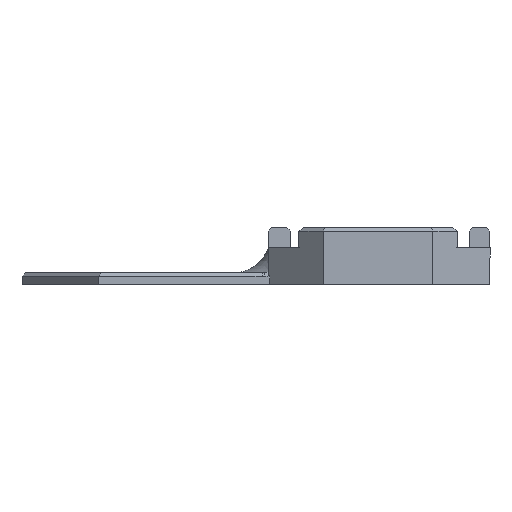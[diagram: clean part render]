
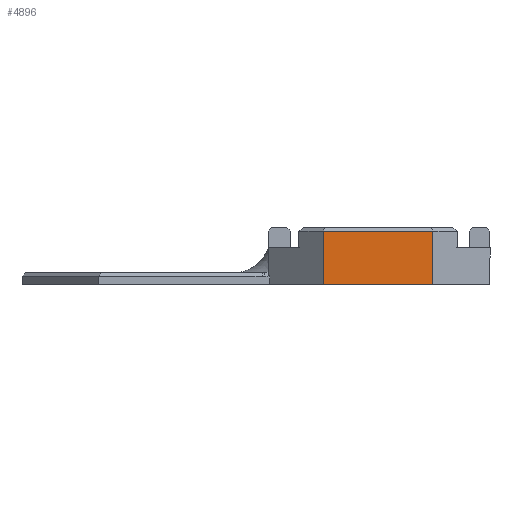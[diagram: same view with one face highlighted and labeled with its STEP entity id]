
A CAD part, front view. The second image highlights one B-rep face of the part: STEP entity #4896.
In plain terms, the highlighted planar face has unit normal (0, -1, 0).
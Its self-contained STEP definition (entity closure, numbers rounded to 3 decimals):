
#240=FACE_OUTER_BOUND('',#506,.T.);
#506=EDGE_LOOP('',(#3547,#3548,#3549,#3550));
#787=LINE('',#6974,#1394);
#806=LINE('',#7043,#1413);
#811=LINE('',#7077,#1418);
#980=LINE('',#7428,#1587);
#1394=VECTOR('',#5613,10.);
#1413=VECTOR('',#5660,10.);
#1418=VECTOR('',#5705,10.);
#1587=VECTOR('',#5896,10.);
#2012=VERTEX_POINT('',#6971);
#2013=VERTEX_POINT('',#6973);
#2029=VERTEX_POINT('',#7040);
#2030=VERTEX_POINT('',#7042);
#2516=EDGE_CURVE('',#2013,#2012,#787,.T.);
#2543=EDGE_CURVE('',#2030,#2029,#806,.T.);
#2558=EDGE_CURVE('',#2030,#2012,#811,.T.);
#2734=EDGE_CURVE('',#2013,#2029,#980,.T.);
#3547=ORIENTED_EDGE('',*,*,#2543,.T.);
#3548=ORIENTED_EDGE('',*,*,#2734,.F.);
#3549=ORIENTED_EDGE('',*,*,#2516,.T.);
#3550=ORIENTED_EDGE('',*,*,#2558,.F.);
#4677=PLANE('',#5211);
#4896=ADVANCED_FACE('',(#240),#4677,.F.);
#5211=AXIS2_PLACEMENT_3D('',#7427,#5894,#5895);
#5613=DIRECTION('',(0.,0.,-1.));
#5660=DIRECTION('',(0.,0.,1.));
#5705=DIRECTION('',(-1.,0.,0.));
#5894=DIRECTION('center_axis',(0.,1.,0.));
#5895=DIRECTION('ref_axis',(1.,0.,0.));
#5896=DIRECTION('',(1.,0.,0.));
#6971=CARTESIAN_POINT('',(54.56,13.12,1.6));
#6973=CARTESIAN_POINT('',(54.56,13.12,9.5));
#6974=CARTESIAN_POINT('',(54.56,13.12,5.772));
#7040=CARTESIAN_POINT('',(70.816,13.12,9.5));
#7042=CARTESIAN_POINT('',(70.816,13.12,1.6));
#7043=CARTESIAN_POINT('',(70.816,13.12,7.811));
#7077=CARTESIAN_POINT('',(62.345,13.12,1.6));
#7427=CARTESIAN_POINT('Origin',(61.69,13.12,6.899));
#7428=CARTESIAN_POINT('',(62.345,13.12,9.5));
